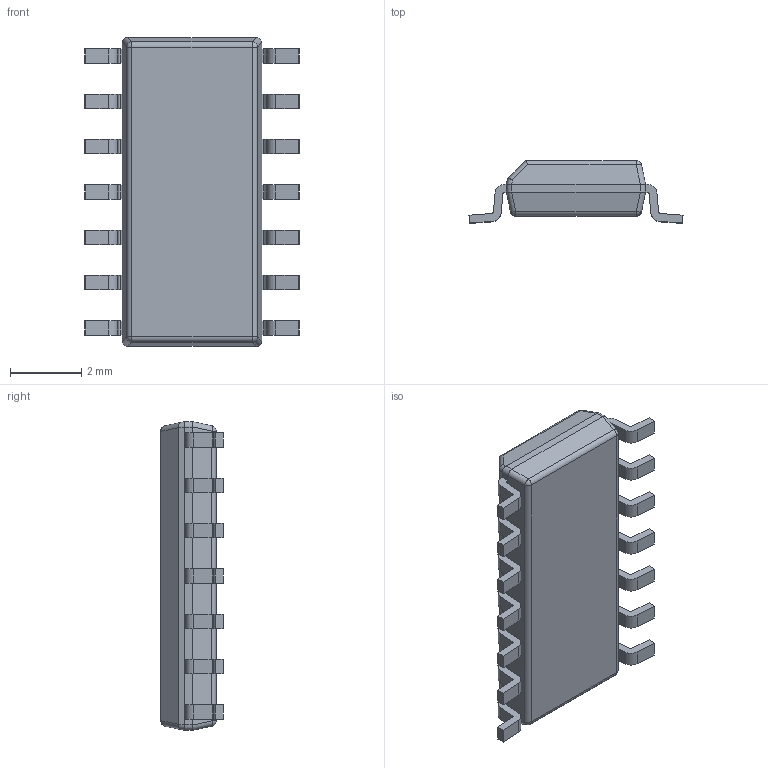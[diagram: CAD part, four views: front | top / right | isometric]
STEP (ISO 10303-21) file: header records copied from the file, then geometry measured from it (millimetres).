
FILE_DESCRIPTION (( 'STEP AP214' ), '1' );
FILE_NAME ('TSM108IDT.STEP', '2023-06-20T06:09:27', ( '' ), ( '' ), 'SwSTEP 2.0', 'SolidWorks 2021', '' );
FILE_SCHEMA (( 'AUTOMOTIVE_DESIGN' ));
Length unit declared in the file: millimetre
Products named in the file (1): TSM108IDT
Bounding box: 6 x 1.75 x 8.65 mm (x, y, z)
Volume: 51.1 mm3; surface area: 127.6 mm2
Topology: 15 solids, 15 shells, 238 faces, 606 edges, 398 vertices
Faces by surface type: plane 155, cylinder 77, sphere 6
Entity records: 7296 total; most frequent: CARTESIAN_POINT 1339, ORIENTED_EDGE 1212, DIRECTION 1182, EDGE_CURVE 606, VECTOR 444, LINE 444, VERTEX_POINT 398, AXIS2_PLACEMENT_3D 369
